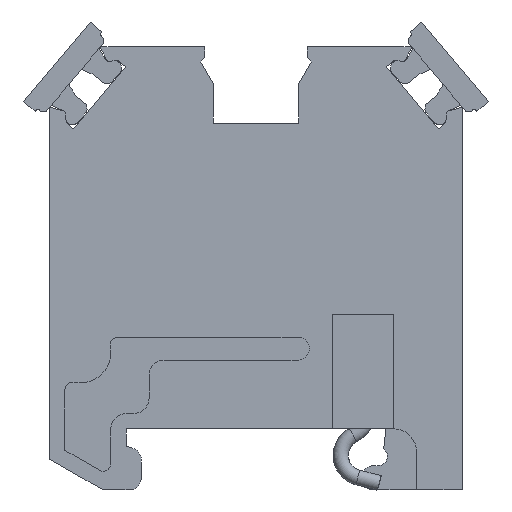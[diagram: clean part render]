
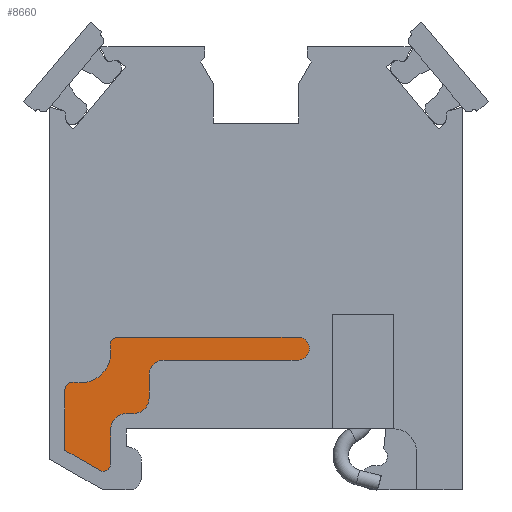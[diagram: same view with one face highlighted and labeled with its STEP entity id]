
A CAD part, left-side view. The second image highlights one B-rep face of the part: STEP entity #8660.
In plain terms, the highlighted planar face has unit normal (-1, 0, 0).
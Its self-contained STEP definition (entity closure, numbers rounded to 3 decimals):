
#8276=AXIS2_PLACEMENT_3D('Circle Axis2P3D',#8274,#8275,$) ;
#8303=AXIS2_PLACEMENT_3D('Circle Axis2P3D',#8301,#8302,$) ;
#8323=AXIS2_PLACEMENT_3D('Circle Axis2P3D',#8321,#8322,$) ;
#8409=AXIS2_PLACEMENT_3D('Circle Axis2P3D',#8407,#8408,$) ;
#8449=AXIS2_PLACEMENT_3D('Circle Axis2P3D',#8447,#8448,$) ;
#8489=AXIS2_PLACEMENT_3D('Circle Axis2P3D',#8487,#8488,$) ;
#8529=AXIS2_PLACEMENT_3D('Circle Axis2P3D',#8527,#8528,$) ;
#8641=AXIS2_PLACEMENT_3D('Plane Axis2P3D',#8638,#8639,#8640) ;
#8274=CARTESIAN_POINT('Axis2P3D Location',(1.2,27.214,6.551)) ;
#8278=CARTESIAN_POINT('Vertex',(1.2,27.714,6.551)) ;
#8280=CARTESIAN_POINT('Vertex',(1.2,27.114,7.04)) ;
#8301=CARTESIAN_POINT('Axis2P3D Location',(1.2,26.714,9.)) ;
#8305=CARTESIAN_POINT('Vertex',(1.2,24.754,9.4)) ;
#8321=CARTESIAN_POINT('Axis2P3D Location',(1.2,24.264,9.5)) ;
#8325=CARTESIAN_POINT('Vertex',(1.2,24.264,10.)) ;
#8341=CARTESIAN_POINT('Line Origine',(1.2,18.364,10.)) ;
#8345=CARTESIAN_POINT('Vertex',(1.2,12.464,10.)) ;
#8362=CARTESIAN_POINT('Control Point',(1.2,12.464,10.)) ;
#8363=CARTESIAN_POINT('Control Point',(1.2,12.228,10.)) ;
#8364=CARTESIAN_POINT('Control Point',(1.2,11.993,9.907)) ;
#8365=CARTESIAN_POINT('Control Point',(1.2,11.806,9.721)) ;
#8366=CARTESIAN_POINT('Control Point',(1.2,11.621,9.25)) ;
#8367=CARTESIAN_POINT('Control Point',(1.2,11.806,8.779)) ;
#8368=CARTESIAN_POINT('Control Point',(1.2,11.993,8.593)) ;
#8369=CARTESIAN_POINT('Control Point',(1.2,12.228,8.5)) ;
#8370=CARTESIAN_POINT('Control Point',(1.2,12.464,8.5)) ;
#8371=CARTESIAN_POINT('Vertex',(1.2,12.464,8.5)) ;
#8387=CARTESIAN_POINT('Line Origine',(1.2,16.839,8.5)) ;
#8391=CARTESIAN_POINT('Vertex',(1.2,21.214,8.5)) ;
#8407=CARTESIAN_POINT('Axis2P3D Location',(1.2,21.214,7.5)) ;
#8411=CARTESIAN_POINT('Vertex',(1.2,22.214,7.5)) ;
#8427=CARTESIAN_POINT('Line Origine',(1.2,22.214,6.75)) ;
#8431=CARTESIAN_POINT('Vertex',(1.2,22.214,6.)) ;
#8447=CARTESIAN_POINT('Axis2P3D Location',(1.2,23.214,6.)) ;
#8451=CARTESIAN_POINT('Vertex',(1.2,23.214,5.)) ;
#8467=CARTESIAN_POINT('Line Origine',(1.2,23.464,5.)) ;
#8471=CARTESIAN_POINT('Vertex',(1.2,23.714,5.)) ;
#8487=CARTESIAN_POINT('Axis2P3D Location',(1.2,23.714,4.)) ;
#8491=CARTESIAN_POINT('Vertex',(1.2,24.714,4.)) ;
#8507=CARTESIAN_POINT('Line Origine',(1.2,24.714,2.866)) ;
#8511=CARTESIAN_POINT('Vertex',(1.2,24.714,1.732)) ;
#8527=CARTESIAN_POINT('Axis2P3D Location',(1.2,25.214,1.732)) ;
#8531=CARTESIAN_POINT('Vertex',(1.2,25.464,1.299)) ;
#8547=CARTESIAN_POINT('Line Origine',(1.2,26.589,1.949)) ;
#8551=CARTESIAN_POINT('Vertex',(1.2,27.714,2.598)) ;
#8567=CARTESIAN_POINT('Line Origine',(1.2,27.714,4.574)) ;
#8638=CARTESIAN_POINT('Axis2P3D Location',(1.2,15.214,29.)) ;
#8275=DIRECTION('Axis2P3D Direction',(1.,0.,0.)) ;
#8302=DIRECTION('Axis2P3D Direction',(1.,0.,0.)) ;
#8322=DIRECTION('Axis2P3D Direction',(1.,0.,0.)) ;
#8342=DIRECTION('Vector Direction',(0.,-1.,0.)) ;
#8388=DIRECTION('Vector Direction',(0.,1.,0.)) ;
#8408=DIRECTION('Axis2P3D Direction',(1.,0.,0.)) ;
#8428=DIRECTION('Vector Direction',(0.,0.,-1.)) ;
#8448=DIRECTION('Axis2P3D Direction',(1.,0.,0.)) ;
#8468=DIRECTION('Vector Direction',(0.,1.,0.)) ;
#8488=DIRECTION('Axis2P3D Direction',(1.,0.,0.)) ;
#8508=DIRECTION('Vector Direction',(0.,0.,-1.)) ;
#8528=DIRECTION('Axis2P3D Direction',(1.,0.,0.)) ;
#8548=DIRECTION('Vector Direction',(0.,0.866,0.5)) ;
#8568=DIRECTION('Vector Direction',(0.,0.,1.)) ;
#8639=DIRECTION('Axis2P3D Direction',(1.,0.,0.)) ;
#8640=DIRECTION('Axis2P3D XDirection',(0.,1.,0.)) ;
#8343=VECTOR('Line Direction',#8342,1.) ;
#8389=VECTOR('Line Direction',#8388,1.) ;
#8429=VECTOR('Line Direction',#8428,1.) ;
#8469=VECTOR('Line Direction',#8468,1.) ;
#8509=VECTOR('Line Direction',#8508,1.) ;
#8549=VECTOR('Line Direction',#8548,1.) ;
#8569=VECTOR('Line Direction',#8568,1.) ;
#8644=ORIENTED_EDGE('',*,*,#8553,.F.) ;
#8645=ORIENTED_EDGE('',*,*,#8533,.F.) ;
#8646=ORIENTED_EDGE('',*,*,#8513,.F.) ;
#8647=ORIENTED_EDGE('',*,*,#8493,.F.) ;
#8648=ORIENTED_EDGE('',*,*,#8473,.F.) ;
#8649=ORIENTED_EDGE('',*,*,#8453,.F.) ;
#8650=ORIENTED_EDGE('',*,*,#8433,.F.) ;
#8651=ORIENTED_EDGE('',*,*,#8413,.F.) ;
#8652=ORIENTED_EDGE('',*,*,#8393,.F.) ;
#8653=ORIENTED_EDGE('',*,*,#8373,.F.) ;
#8654=ORIENTED_EDGE('',*,*,#8347,.F.) ;
#8655=ORIENTED_EDGE('',*,*,#8327,.F.) ;
#8656=ORIENTED_EDGE('',*,*,#8307,.F.) ;
#8657=ORIENTED_EDGE('',*,*,#8282,.F.) ;
#8658=ORIENTED_EDGE('',*,*,#8571,.F.) ;
#8660=ADVANCED_FACE('03949_KLTR_AKZ4.1\\Koerper.2',(#8659),#8642,.F.) ;
#8361=B_SPLINE_CURVE_WITH_KNOTS('',5,(#8362,#8363,#8364,#8365,#8366,#8367,#8368,#8369,#8370),.UNSPECIFIED.,.F.,.U.,(6,3,6),(-1.178,0.,1.178),.UNSPECIFIED.) ;
#8277=CIRCLE('generated circle',#8276,0.5) ;
#8304=CIRCLE('generated circle',#8303,2.) ;
#8324=CIRCLE('generated circle',#8323,0.5) ;
#8410=CIRCLE('generated circle',#8409,1.) ;
#8450=CIRCLE('generated circle',#8449,1.) ;
#8490=CIRCLE('generated circle',#8489,1.) ;
#8530=CIRCLE('generated circle',#8529,0.5) ;
#8282=EDGE_CURVE('',#8279,#8281,#8277,.T.) ;
#8307=EDGE_CURVE('',#8281,#8306,#8304,.F.) ;
#8327=EDGE_CURVE('',#8306,#8326,#8324,.T.) ;
#8347=EDGE_CURVE('',#8326,#8346,#8344,.T.) ;
#8373=EDGE_CURVE('',#8346,#8372,#8361,.T.) ;
#8393=EDGE_CURVE('',#8372,#8392,#8390,.T.) ;
#8413=EDGE_CURVE('',#8392,#8412,#8410,.F.) ;
#8433=EDGE_CURVE('',#8412,#8432,#8430,.T.) ;
#8453=EDGE_CURVE('',#8432,#8452,#8450,.T.) ;
#8473=EDGE_CURVE('',#8452,#8472,#8470,.T.) ;
#8493=EDGE_CURVE('',#8472,#8492,#8490,.F.) ;
#8513=EDGE_CURVE('',#8492,#8512,#8510,.T.) ;
#8533=EDGE_CURVE('',#8512,#8532,#8530,.T.) ;
#8553=EDGE_CURVE('',#8532,#8552,#8550,.T.) ;
#8571=EDGE_CURVE('',#8552,#8279,#8570,.T.) ;
#8643=EDGE_LOOP('',(#8644,#8645,#8646,#8647,#8648,#8649,#8650,#8651,#8652,#8653,#8654,#8655,#8656,#8657,#8658)) ;
#8659=FACE_OUTER_BOUND('',#8643,.T.) ;
#8344=LINE('Line',#8341,#8343) ;
#8390=LINE('Line',#8387,#8389) ;
#8430=LINE('Line',#8427,#8429) ;
#8470=LINE('Line',#8467,#8469) ;
#8510=LINE('Line',#8507,#8509) ;
#8550=LINE('Line',#8547,#8549) ;
#8570=LINE('Line',#8567,#8569) ;
#8642=PLANE('',#8641) ;
#8279=VERTEX_POINT('',#8278) ;
#8281=VERTEX_POINT('',#8280) ;
#8306=VERTEX_POINT('',#8305) ;
#8326=VERTEX_POINT('',#8325) ;
#8346=VERTEX_POINT('',#8345) ;
#8372=VERTEX_POINT('',#8371) ;
#8392=VERTEX_POINT('',#8391) ;
#8412=VERTEX_POINT('',#8411) ;
#8432=VERTEX_POINT('',#8431) ;
#8452=VERTEX_POINT('',#8451) ;
#8472=VERTEX_POINT('',#8471) ;
#8492=VERTEX_POINT('',#8491) ;
#8512=VERTEX_POINT('',#8511) ;
#8532=VERTEX_POINT('',#8531) ;
#8552=VERTEX_POINT('',#8551) ;
